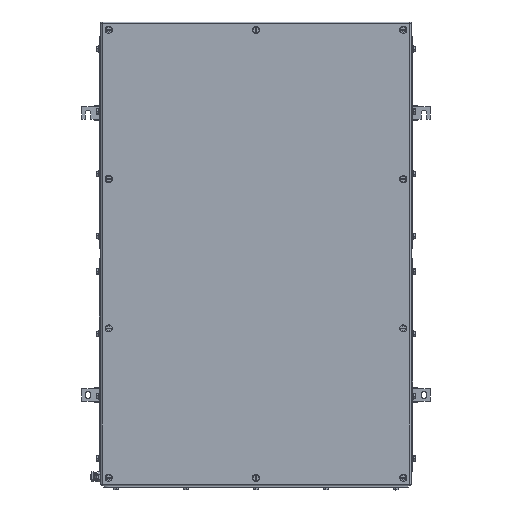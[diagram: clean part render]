
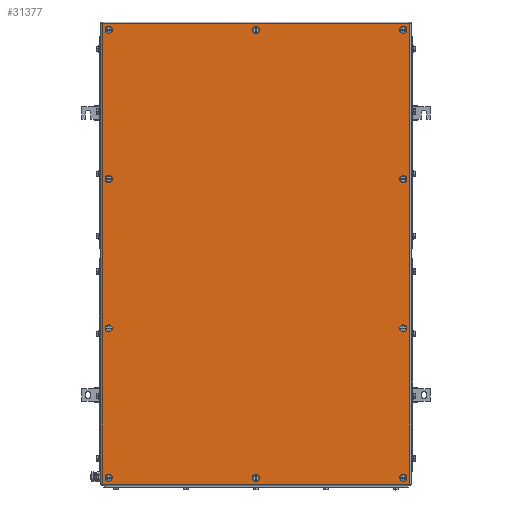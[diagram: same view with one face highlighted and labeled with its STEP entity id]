
A CAD part, top view. The second image highlights one B-rep face of the part: STEP entity #31377.
In plain terms, the highlighted planar face has unit normal (0, 0, 1).
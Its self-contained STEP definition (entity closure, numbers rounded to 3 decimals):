
#31143=AXIS2_PLACEMENT_3D('Circle Axis2P3D',#31141,#31142,$) ;
#31170=AXIS2_PLACEMENT_3D('Plane Axis2P3D',#31167,#31168,#31169) ;
#31208=AXIS2_PLACEMENT_3D('Circle Axis2P3D',#31206,#31207,$) ;
#31217=AXIS2_PLACEMENT_3D('Circle Axis2P3D',#31215,#31216,$) ;
#31226=AXIS2_PLACEMENT_3D('Circle Axis2P3D',#31224,#31225,$) ;
#31235=AXIS2_PLACEMENT_3D('Circle Axis2P3D',#31233,#31234,$) ;
#31244=AXIS2_PLACEMENT_3D('Circle Axis2P3D',#31242,#31243,$) ;
#31253=AXIS2_PLACEMENT_3D('Circle Axis2P3D',#31251,#31252,$) ;
#31262=AXIS2_PLACEMENT_3D('Circle Axis2P3D',#31260,#31261,$) ;
#31271=AXIS2_PLACEMENT_3D('Circle Axis2P3D',#31269,#31270,$) ;
#31280=AXIS2_PLACEMENT_3D('Circle Axis2P3D',#31278,#31279,$) ;
#31289=AXIS2_PLACEMENT_3D('Circle Axis2P3D',#31287,#31288,$) ;
#31298=AXIS2_PLACEMENT_3D('Circle Axis2P3D',#31296,#31297,$) ;
#31307=AXIS2_PLACEMENT_3D('Circle Axis2P3D',#31305,#31306,$) ;
#31316=AXIS2_PLACEMENT_3D('Circle Axis2P3D',#31314,#31315,$) ;
#31325=AXIS2_PLACEMENT_3D('Circle Axis2P3D',#31323,#31324,$) ;
#31334=AXIS2_PLACEMENT_3D('Circle Axis2P3D',#31332,#31333,$) ;
#31343=AXIS2_PLACEMENT_3D('Circle Axis2P3D',#31341,#31342,$) ;
#31352=AXIS2_PLACEMENT_3D('Circle Axis2P3D',#31350,#31351,$) ;
#31361=AXIS2_PLACEMENT_3D('Circle Axis2P3D',#31359,#31360,$) ;
#31370=AXIS2_PLACEMENT_3D('Circle Axis2P3D',#31368,#31369,$) ;
#31138=CARTESIAN_POINT('Vertex',(56.5,615.167,153.5)) ;
#31141=CARTESIAN_POINT('Axis2P3D Location',(53.,615.167,153.5)) ;
#31145=CARTESIAN_POINT('Vertex',(49.5,615.167,153.5)) ;
#31167=CARTESIAN_POINT('Axis2P3D Location',(345.5,468.,153.5)) ;
#31172=CARTESIAN_POINT('Line Origine',(345.5,924.5,153.5)) ;
#31176=CARTESIAN_POINT('Vertex',(650.,924.5,153.5)) ;
#31178=CARTESIAN_POINT('Vertex',(41.,924.5,153.5)) ;
#31181=CARTESIAN_POINT('Line Origine',(41.,468.,153.5)) ;
#31185=CARTESIAN_POINT('Vertex',(41.,11.5,153.5)) ;
#31188=CARTESIAN_POINT('Line Origine',(345.5,11.5,153.5)) ;
#31192=CARTESIAN_POINT('Vertex',(650.,11.5,153.5)) ;
#31195=CARTESIAN_POINT('Line Origine',(650.,468.,153.5)) ;
#31206=CARTESIAN_POINT('Axis2P3D Location',(53.,615.167,153.5)) ;
#31215=CARTESIAN_POINT('Axis2P3D Location',(53.,320.833,153.5)) ;
#31219=CARTESIAN_POINT('Vertex',(49.5,320.833,153.5)) ;
#31221=CARTESIAN_POINT('Vertex',(56.5,320.833,153.5)) ;
#31224=CARTESIAN_POINT('Axis2P3D Location',(53.,320.833,153.5)) ;
#31233=CARTESIAN_POINT('Axis2P3D Location',(638.,320.833,153.5)) ;
#31237=CARTESIAN_POINT('Vertex',(641.5,320.833,153.5)) ;
#31239=CARTESIAN_POINT('Vertex',(634.5,320.833,153.5)) ;
#31242=CARTESIAN_POINT('Axis2P3D Location',(638.,320.833,153.5)) ;
#31251=CARTESIAN_POINT('Axis2P3D Location',(638.,615.167,153.5)) ;
#31255=CARTESIAN_POINT('Vertex',(641.5,615.167,153.5)) ;
#31257=CARTESIAN_POINT('Vertex',(634.5,615.167,153.5)) ;
#31260=CARTESIAN_POINT('Axis2P3D Location',(638.,615.167,153.5)) ;
#31269=CARTESIAN_POINT('Axis2P3D Location',(345.5,23.5,153.5)) ;
#31273=CARTESIAN_POINT('Vertex',(349.,23.5,153.5)) ;
#31275=CARTESIAN_POINT('Vertex',(342.,23.5,153.5)) ;
#31278=CARTESIAN_POINT('Axis2P3D Location',(345.5,23.5,153.5)) ;
#31287=CARTESIAN_POINT('Axis2P3D Location',(345.5,912.5,153.5)) ;
#31291=CARTESIAN_POINT('Vertex',(349.,912.5,153.5)) ;
#31293=CARTESIAN_POINT('Vertex',(342.,912.5,153.5)) ;
#31296=CARTESIAN_POINT('Axis2P3D Location',(345.5,912.5,153.5)) ;
#31305=CARTESIAN_POINT('Axis2P3D Location',(53.,912.5,153.5)) ;
#31309=CARTESIAN_POINT('Vertex',(49.5,912.5,153.5)) ;
#31311=CARTESIAN_POINT('Vertex',(56.5,912.5,153.5)) ;
#31314=CARTESIAN_POINT('Axis2P3D Location',(53.,912.5,153.5)) ;
#31323=CARTESIAN_POINT('Axis2P3D Location',(53.,23.5,153.5)) ;
#31327=CARTESIAN_POINT('Vertex',(49.5,23.5,153.5)) ;
#31329=CARTESIAN_POINT('Vertex',(56.5,23.5,153.5)) ;
#31332=CARTESIAN_POINT('Axis2P3D Location',(53.,23.5,153.5)) ;
#31341=CARTESIAN_POINT('Axis2P3D Location',(638.,23.5,153.5)) ;
#31345=CARTESIAN_POINT('Vertex',(641.5,23.5,153.5)) ;
#31347=CARTESIAN_POINT('Vertex',(634.5,23.5,153.5)) ;
#31350=CARTESIAN_POINT('Axis2P3D Location',(638.,23.5,153.5)) ;
#31359=CARTESIAN_POINT('Axis2P3D Location',(638.,912.5,153.5)) ;
#31363=CARTESIAN_POINT('Vertex',(641.5,912.5,153.5)) ;
#31365=CARTESIAN_POINT('Vertex',(634.5,912.5,153.5)) ;
#31368=CARTESIAN_POINT('Axis2P3D Location',(638.,912.5,153.5)) ;
#31142=DIRECTION('Axis2P3D Direction',(0.,0.,1.)) ;
#31168=DIRECTION('Axis2P3D Direction',(0.,0.,1.)) ;
#31169=DIRECTION('Axis2P3D XDirection',(1.,0.,0.)) ;
#31173=DIRECTION('Vector Direction',(1.,0.,0.)) ;
#31182=DIRECTION('Vector Direction',(0.,-1.,0.)) ;
#31189=DIRECTION('Vector Direction',(1.,0.,0.)) ;
#31196=DIRECTION('Vector Direction',(0.,1.,0.)) ;
#31207=DIRECTION('Axis2P3D Direction',(0.,0.,1.)) ;
#31216=DIRECTION('Axis2P3D Direction',(0.,0.,1.)) ;
#31225=DIRECTION('Axis2P3D Direction',(0.,0.,1.)) ;
#31234=DIRECTION('Axis2P3D Direction',(0.,0.,1.)) ;
#31243=DIRECTION('Axis2P3D Direction',(0.,0.,1.)) ;
#31252=DIRECTION('Axis2P3D Direction',(0.,0.,1.)) ;
#31261=DIRECTION('Axis2P3D Direction',(0.,0.,1.)) ;
#31270=DIRECTION('Axis2P3D Direction',(0.,0.,1.)) ;
#31279=DIRECTION('Axis2P3D Direction',(0.,0.,1.)) ;
#31288=DIRECTION('Axis2P3D Direction',(0.,0.,1.)) ;
#31297=DIRECTION('Axis2P3D Direction',(0.,0.,1.)) ;
#31306=DIRECTION('Axis2P3D Direction',(0.,0.,1.)) ;
#31315=DIRECTION('Axis2P3D Direction',(0.,0.,1.)) ;
#31324=DIRECTION('Axis2P3D Direction',(0.,0.,1.)) ;
#31333=DIRECTION('Axis2P3D Direction',(0.,0.,1.)) ;
#31342=DIRECTION('Axis2P3D Direction',(0.,0.,1.)) ;
#31351=DIRECTION('Axis2P3D Direction',(0.,0.,1.)) ;
#31360=DIRECTION('Axis2P3D Direction',(0.,0.,1.)) ;
#31369=DIRECTION('Axis2P3D Direction',(0.,0.,1.)) ;
#31174=VECTOR('Line Direction',#31173,1.) ;
#31183=VECTOR('Line Direction',#31182,1.) ;
#31190=VECTOR('Line Direction',#31189,1.) ;
#31197=VECTOR('Line Direction',#31196,1.) ;
#31201=ORIENTED_EDGE('',*,*,#31180,.T.) ;
#31202=ORIENTED_EDGE('',*,*,#31187,.T.) ;
#31203=ORIENTED_EDGE('',*,*,#31194,.T.) ;
#31204=ORIENTED_EDGE('',*,*,#31199,.T.) ;
#31212=ORIENTED_EDGE('',*,*,#31210,.F.) ;
#31213=ORIENTED_EDGE('',*,*,#31147,.F.) ;
#31230=ORIENTED_EDGE('',*,*,#31223,.F.) ;
#31231=ORIENTED_EDGE('',*,*,#31228,.F.) ;
#31248=ORIENTED_EDGE('',*,*,#31241,.F.) ;
#31249=ORIENTED_EDGE('',*,*,#31246,.F.) ;
#31266=ORIENTED_EDGE('',*,*,#31259,.F.) ;
#31267=ORIENTED_EDGE('',*,*,#31264,.F.) ;
#31284=ORIENTED_EDGE('',*,*,#31277,.F.) ;
#31285=ORIENTED_EDGE('',*,*,#31282,.F.) ;
#31302=ORIENTED_EDGE('',*,*,#31295,.F.) ;
#31303=ORIENTED_EDGE('',*,*,#31300,.F.) ;
#31320=ORIENTED_EDGE('',*,*,#31313,.F.) ;
#31321=ORIENTED_EDGE('',*,*,#31318,.F.) ;
#31338=ORIENTED_EDGE('',*,*,#31331,.F.) ;
#31339=ORIENTED_EDGE('',*,*,#31336,.F.) ;
#31356=ORIENTED_EDGE('',*,*,#31349,.F.) ;
#31357=ORIENTED_EDGE('',*,*,#31354,.F.) ;
#31374=ORIENTED_EDGE('',*,*,#31367,.F.) ;
#31375=ORIENTED_EDGE('',*,*,#31372,.F.) ;
#31214=FACE_BOUND('',#31211,.T.) ;
#31232=FACE_BOUND('',#31229,.T.) ;
#31250=FACE_BOUND('',#31247,.T.) ;
#31268=FACE_BOUND('',#31265,.T.) ;
#31286=FACE_BOUND('',#31283,.T.) ;
#31304=FACE_BOUND('',#31301,.T.) ;
#31322=FACE_BOUND('',#31319,.T.) ;
#31340=FACE_BOUND('',#31337,.T.) ;
#31358=FACE_BOUND('',#31355,.T.) ;
#31376=FACE_BOUND('',#31373,.T.) ;
#31377=ADVANCED_FACE('ZUB_KTB_FS_916115_3GP.2\\ZUB_DE_KTB_FS.1\\DE_KTB_MH_PART_MASTER.1\\Koerper.2',(#31205,#31214,#31232,#31250,#31268,#31286,#31304,#31322,#31340,#31358,#31376),#31171,.T.) ;
#31144=CIRCLE('generated circle',#31143,3.5) ;
#31209=CIRCLE('generated circle',#31208,3.5) ;
#31218=CIRCLE('generated circle',#31217,3.5) ;
#31227=CIRCLE('generated circle',#31226,3.5) ;
#31236=CIRCLE('generated circle',#31235,3.5) ;
#31245=CIRCLE('generated circle',#31244,3.5) ;
#31254=CIRCLE('generated circle',#31253,3.5) ;
#31263=CIRCLE('generated circle',#31262,3.5) ;
#31272=CIRCLE('generated circle',#31271,3.5) ;
#31281=CIRCLE('generated circle',#31280,3.5) ;
#31290=CIRCLE('generated circle',#31289,3.5) ;
#31299=CIRCLE('generated circle',#31298,3.5) ;
#31308=CIRCLE('generated circle',#31307,3.5) ;
#31317=CIRCLE('generated circle',#31316,3.5) ;
#31326=CIRCLE('generated circle',#31325,3.5) ;
#31335=CIRCLE('generated circle',#31334,3.5) ;
#31344=CIRCLE('generated circle',#31343,3.5) ;
#31353=CIRCLE('generated circle',#31352,3.5) ;
#31362=CIRCLE('generated circle',#31361,3.5) ;
#31371=CIRCLE('generated circle',#31370,3.5) ;
#31147=EDGE_CURVE('',#31139,#31146,#31144,.T.) ;
#31180=EDGE_CURVE('',#31177,#31179,#31175,.F.) ;
#31187=EDGE_CURVE('',#31179,#31186,#31184,.T.) ;
#31194=EDGE_CURVE('',#31186,#31193,#31191,.T.) ;
#31199=EDGE_CURVE('',#31193,#31177,#31198,.T.) ;
#31210=EDGE_CURVE('',#31146,#31139,#31209,.T.) ;
#31223=EDGE_CURVE('',#31220,#31222,#31218,.T.) ;
#31228=EDGE_CURVE('',#31222,#31220,#31227,.T.) ;
#31241=EDGE_CURVE('',#31238,#31240,#31236,.T.) ;
#31246=EDGE_CURVE('',#31240,#31238,#31245,.T.) ;
#31259=EDGE_CURVE('',#31256,#31258,#31254,.T.) ;
#31264=EDGE_CURVE('',#31258,#31256,#31263,.T.) ;
#31277=EDGE_CURVE('',#31274,#31276,#31272,.T.) ;
#31282=EDGE_CURVE('',#31276,#31274,#31281,.T.) ;
#31295=EDGE_CURVE('',#31292,#31294,#31290,.T.) ;
#31300=EDGE_CURVE('',#31294,#31292,#31299,.T.) ;
#31313=EDGE_CURVE('',#31310,#31312,#31308,.T.) ;
#31318=EDGE_CURVE('',#31312,#31310,#31317,.T.) ;
#31331=EDGE_CURVE('',#31328,#31330,#31326,.T.) ;
#31336=EDGE_CURVE('',#31330,#31328,#31335,.T.) ;
#31349=EDGE_CURVE('',#31346,#31348,#31344,.T.) ;
#31354=EDGE_CURVE('',#31348,#31346,#31353,.T.) ;
#31367=EDGE_CURVE('',#31364,#31366,#31362,.T.) ;
#31372=EDGE_CURVE('',#31366,#31364,#31371,.T.) ;
#31200=EDGE_LOOP('',(#31201,#31202,#31203,#31204)) ;
#31211=EDGE_LOOP('',(#31212,#31213)) ;
#31229=EDGE_LOOP('',(#31230,#31231)) ;
#31247=EDGE_LOOP('',(#31248,#31249)) ;
#31265=EDGE_LOOP('',(#31266,#31267)) ;
#31283=EDGE_LOOP('',(#31284,#31285)) ;
#31301=EDGE_LOOP('',(#31302,#31303)) ;
#31319=EDGE_LOOP('',(#31320,#31321)) ;
#31337=EDGE_LOOP('',(#31338,#31339)) ;
#31355=EDGE_LOOP('',(#31356,#31357)) ;
#31373=EDGE_LOOP('',(#31374,#31375)) ;
#31205=FACE_OUTER_BOUND('',#31200,.T.) ;
#31175=LINE('Line',#31172,#31174) ;
#31184=LINE('Line',#31181,#31183) ;
#31191=LINE('Line',#31188,#31190) ;
#31198=LINE('Line',#31195,#31197) ;
#31171=PLANE('',#31170) ;
#31139=VERTEX_POINT('',#31138) ;
#31146=VERTEX_POINT('',#31145) ;
#31177=VERTEX_POINT('',#31176) ;
#31179=VERTEX_POINT('',#31178) ;
#31186=VERTEX_POINT('',#31185) ;
#31193=VERTEX_POINT('',#31192) ;
#31220=VERTEX_POINT('',#31219) ;
#31222=VERTEX_POINT('',#31221) ;
#31238=VERTEX_POINT('',#31237) ;
#31240=VERTEX_POINT('',#31239) ;
#31256=VERTEX_POINT('',#31255) ;
#31258=VERTEX_POINT('',#31257) ;
#31274=VERTEX_POINT('',#31273) ;
#31276=VERTEX_POINT('',#31275) ;
#31292=VERTEX_POINT('',#31291) ;
#31294=VERTEX_POINT('',#31293) ;
#31310=VERTEX_POINT('',#31309) ;
#31312=VERTEX_POINT('',#31311) ;
#31328=VERTEX_POINT('',#31327) ;
#31330=VERTEX_POINT('',#31329) ;
#31346=VERTEX_POINT('',#31345) ;
#31348=VERTEX_POINT('',#31347) ;
#31364=VERTEX_POINT('',#31363) ;
#31366=VERTEX_POINT('',#31365) ;
